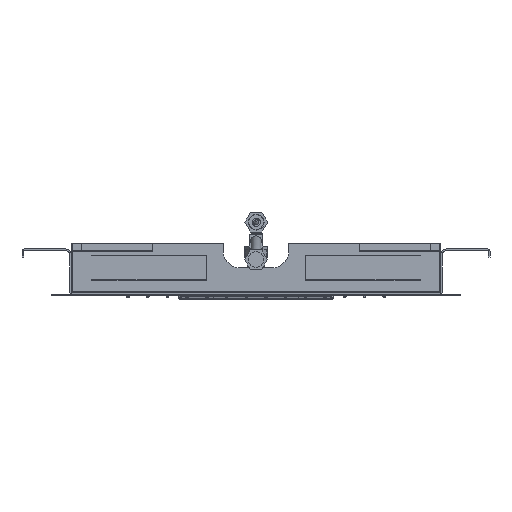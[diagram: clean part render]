
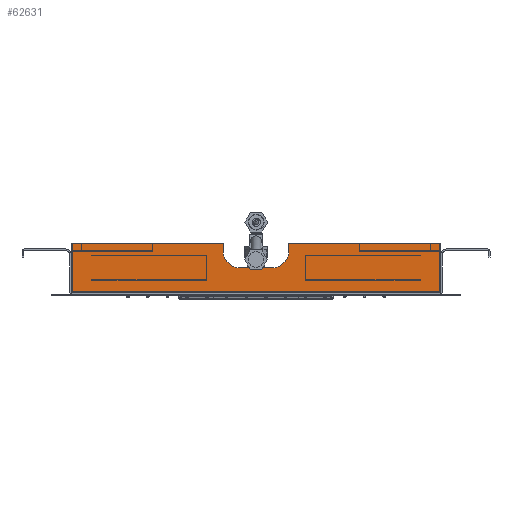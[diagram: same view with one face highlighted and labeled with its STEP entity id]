
A CAD part, front view. The second image highlights one B-rep face of the part: STEP entity #62631.
In plain terms, the highlighted planar face has unit normal (0, -1, 0).
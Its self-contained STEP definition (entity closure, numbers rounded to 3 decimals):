
#8217=LINE('',#188265,#13164);
#8271=LINE('',#188384,#13218);
#8274=LINE('',#188390,#13221);
#8278=LINE('',#188399,#13225);
#8282=LINE('',#188408,#13229);
#8286=LINE('',#188417,#13233);
#8289=LINE('',#188423,#13236);
#8294=LINE('',#188438,#13241);
#8298=LINE('',#188450,#13245);
#8527=LINE('',#188917,#13474);
#8530=LINE('',#188922,#13477);
#8532=LINE('',#188926,#13479);
#8533=LINE('',#188928,#13480);
#8534=LINE('',#188930,#13481);
#8535=LINE('',#188932,#13482);
#8536=LINE('',#188933,#13483);
#8537=LINE('',#188935,#13484);
#8538=LINE('',#188936,#13485);
#8539=LINE('',#188938,#13486);
#8540=LINE('',#188940,#13487);
#8541=LINE('',#188941,#13488);
#8542=LINE('',#188943,#13489);
#8543=LINE('',#188944,#13490);
#8544=LINE('',#188946,#13491);
#13164=VECTOR('',#82065,1000.);
#13218=VECTOR('',#82165,1000.);
#13221=VECTOR('',#82170,1000.);
#13225=VECTOR('',#82176,1000.);
#13229=VECTOR('',#82182,1000.);
#13233=VECTOR('',#82188,1000.);
#13236=VECTOR('',#82193,1000.);
#13241=VECTOR('',#82206,1000.);
#13245=VECTOR('',#82218,1000.);
#13474=VECTOR('',#82611,1000.);
#13477=VECTOR('',#82616,1000.);
#13479=VECTOR('',#82620,1000.);
#13480=VECTOR('',#82623,1000.);
#13481=VECTOR('',#82624,1000.);
#13482=VECTOR('',#82625,1000.);
#13483=VECTOR('',#82626,1000.);
#13484=VECTOR('',#82627,1000.);
#13485=VECTOR('',#82628,1000.);
#13486=VECTOR('',#82629,1000.);
#13487=VECTOR('',#82630,1000.);
#13488=VECTOR('',#82631,1000.);
#13489=VECTOR('',#82632,1000.);
#13490=VECTOR('',#82633,1000.);
#13491=VECTOR('',#82634,1000.);
#14591=PLANE('',#67829);
#31408=ORIENTED_EDGE('',*,*,#40842,.T.);
#31409=ORIENTED_EDGE('',*,*,#40563,.T.);
#31410=ORIENTED_EDGE('',*,*,#40843,.T.);
#31411=ORIENTED_EDGE('',*,*,#40844,.T.);
#31412=ORIENTED_EDGE('',*,*,#40559,.T.);
#31413=ORIENTED_EDGE('',*,*,#40556,.T.);
#31414=ORIENTED_EDGE('',*,*,#40845,.T.);
#31415=ORIENTED_EDGE('',*,*,#40846,.T.);
#31416=ORIENTED_EDGE('',*,*,#40847,.F.);
#31417=ORIENTED_EDGE('',*,*,#40574,.F.);
#31418=ORIENTED_EDGE('',*,*,#40571,.F.);
#31419=ORIENTED_EDGE('',*,*,#40848,.F.);
#31420=ORIENTED_EDGE('',*,*,#40849,.F.);
#31421=ORIENTED_EDGE('',*,*,#40567,.F.);
#31422=ORIENTED_EDGE('',*,*,#40850,.F.);
#31423=ORIENTED_EDGE('',*,*,#40851,.F.);
#31424=ORIENTED_EDGE('',*,*,#40839,.T.);
#31425=ORIENTED_EDGE('',*,*,#40836,.T.);
#31426=ORIENTED_EDGE('',*,*,#40493,.F.);
#31427=ORIENTED_EDGE('',*,*,#40852,.F.);
#31428=ORIENTED_EDGE('',*,*,#40853,.T.);
#31429=ORIENTED_EDGE('',*,*,#40587,.F.);
#31430=ORIENTED_EDGE('',*,*,#40582,.T.);
#31431=ORIENTED_EDGE('',*,*,#40581,.F.);
#31432=ORIENTED_EDGE('',*,*,#40575,.T.);
#31433=ORIENTED_EDGE('',*,*,#40841,.F.);
#40493=EDGE_CURVE('',#47150,#47167,#8217,.T.);
#40556=EDGE_CURVE('',#47206,#47208,#8271,.T.);
#40559=EDGE_CURVE('',#47210,#47206,#8274,.T.);
#40563=EDGE_CURVE('',#47212,#47214,#8278,.T.);
#40567=EDGE_CURVE('',#47218,#47215,#8282,.T.);
#40571=EDGE_CURVE('',#47222,#47219,#8286,.T.);
#40574=EDGE_CURVE('',#47219,#47223,#8289,.T.);
#40575=EDGE_CURVE('',#47225,#47226,#49126,.T.);
#40581=EDGE_CURVE('',#47225,#47230,#8294,.T.);
#40582=EDGE_CURVE('',#47231,#47230,#49128,.T.);
#40587=EDGE_CURVE('',#47231,#47233,#8298,.T.);
#40836=EDGE_CURVE('',#47391,#47167,#8527,.T.);
#40839=EDGE_CURVE('',#47392,#47391,#8530,.T.);
#40841=EDGE_CURVE('',#47392,#47226,#8532,.T.);
#40842=EDGE_CURVE('',#47393,#47212,#8533,.T.);
#40843=EDGE_CURVE('',#47214,#47394,#8534,.T.);
#40844=EDGE_CURVE('',#47394,#47210,#8535,.T.);
#40845=EDGE_CURVE('',#47208,#47395,#8536,.T.);
#40846=EDGE_CURVE('',#47395,#47393,#8537,.T.);
#40847=EDGE_CURVE('',#47223,#47396,#8538,.T.);
#40848=EDGE_CURVE('',#47397,#47222,#8539,.T.);
#40849=EDGE_CURVE('',#47215,#47397,#8540,.T.);
#40850=EDGE_CURVE('',#47398,#47218,#8541,.T.);
#40851=EDGE_CURVE('',#47396,#47398,#8542,.T.);
#40852=EDGE_CURVE('',#47399,#47150,#8543,.T.);
#40853=EDGE_CURVE('',#47399,#47233,#8544,.T.);
#47150=VERTEX_POINT('',#188214);
#47167=VERTEX_POINT('',#188266);
#47206=VERTEX_POINT('',#188379);
#47208=VERTEX_POINT('',#188383);
#47210=VERTEX_POINT('',#188388);
#47212=VERTEX_POINT('',#188394);
#47214=VERTEX_POINT('',#188398);
#47215=VERTEX_POINT('',#188402);
#47218=VERTEX_POINT('',#188407);
#47219=VERTEX_POINT('',#188411);
#47222=VERTEX_POINT('',#188416);
#47223=VERTEX_POINT('',#188420);
#47225=VERTEX_POINT('',#188426);
#47226=VERTEX_POINT('',#188427);
#47230=VERTEX_POINT('',#188436);
#47231=VERTEX_POINT('',#188441);
#47233=VERTEX_POINT('',#188447);
#47391=VERTEX_POINT('',#188918);
#47392=VERTEX_POINT('',#188923);
#47393=VERTEX_POINT('',#188929);
#47394=VERTEX_POINT('',#188931);
#47395=VERTEX_POINT('',#188934);
#47396=VERTEX_POINT('',#188937);
#47397=VERTEX_POINT('',#188939);
#47398=VERTEX_POINT('',#188942);
#47399=VERTEX_POINT('',#188945);
#49126=CIRCLE('',#67738,20.);
#49128=CIRCLE('',#67742,20.);
#53606=EDGE_LOOP('',(#31408,#31409,#31410,#31411,#31412,#31413,#31414,#31415));
#53607=EDGE_LOOP('',(#31416,#31417,#31418,#31419,#31420,#31421,#31422,#31423));
#53608=EDGE_LOOP('',(#31424,#31425,#31426,#31427,#31428,#31429,#31430,#31431,
#31432,#31433));
#58093=FACE_BOUND('',#53606,.T.);
#58094=FACE_BOUND('',#53607,.T.);
#58095=FACE_BOUND('',#53608,.T.);
#62631=ADVANCED_FACE('',(#58093,#58094,#58095),#14591,.T.);
#67738=AXIS2_PLACEMENT_3D('',#188425,#82196,#82197);
#67742=AXIS2_PLACEMENT_3D('',#188440,#82209,#82210);
#67829=AXIS2_PLACEMENT_3D('',#188927,#82621,#82622);
#82065=DIRECTION('',(-1.,0.,0.));
#82165=DIRECTION('',(-1.,0.,0.));
#82170=DIRECTION('',(0.,0.,-1.));
#82176=DIRECTION('',(-1.,0.,0.));
#82182=DIRECTION('',(1.,0.,0.));
#82188=DIRECTION('',(0.,0.,-1.));
#82193=DIRECTION('',(1.,0.,0.));
#82196=DIRECTION('',(0.,1.,0.));
#82197=DIRECTION('',(0.,0.,-1.));
#82206=DIRECTION('',(1.,0.,0.));
#82209=DIRECTION('',(0.,1.,0.));
#82210=DIRECTION('',(1.,0.,0.));
#82218=DIRECTION('',(0.,0.,1.));
#82611=DIRECTION('',(0.,0.,-1.));
#82616=DIRECTION('',(-1.,0.,0.));
#82620=DIRECTION('',(0.,0.,-1.));
#82621=DIRECTION('',(0.,-1.,0.));
#82622=DIRECTION('',(0.,0.,-1.));
#82623=DIRECTION('',(0.,0.,1.));
#82624=DIRECTION('',(0.,0.,1.));
#82625=DIRECTION('',(1.,0.,0.));
#82626=DIRECTION('',(0.,0.,1.));
#82627=DIRECTION('',(1.,0.,0.));
#82628=DIRECTION('',(0.,0.,1.));
#82629=DIRECTION('',(-1.,0.,0.));
#82630=DIRECTION('',(0.,0.,1.));
#82631=DIRECTION('',(0.,0.,1.));
#82632=DIRECTION('',(-1.,0.,0.));
#82633=DIRECTION('',(0.,0.,-1.));
#82634=DIRECTION('',(-1.,0.,0.));
#188214=CARTESIAN_POINT('',(225.,-225.,5.));
#188265=CARTESIAN_POINT('',(225.,-225.,5.));
#188266=CARTESIAN_POINT('',(-225.,-225.,5.));
#188379=CARTESIAN_POINT('',(-60.,-225.,19.));
#188383=CARTESIAN_POINT('',(-200.,-225.,19.));
#188384=CARTESIAN_POINT('',(-60.,-225.,19.));
#188388=CARTESIAN_POINT('',(-60.,-225.,49.));
#188390=CARTESIAN_POINT('',(-60.,-225.,49.));
#188394=CARTESIAN_POINT('',(-60.5,-225.,48.5));
#188398=CARTESIAN_POINT('',(-200.,-225.,48.5));
#188399=CARTESIAN_POINT('',(-60.5,-225.,48.5));
#188402=CARTESIAN_POINT('',(200.,-225.,48.5));
#188407=CARTESIAN_POINT('',(60.5,-225.,48.5));
#188408=CARTESIAN_POINT('',(60.5,-225.,48.5));
#188411=CARTESIAN_POINT('',(60.,-225.,19.));
#188416=CARTESIAN_POINT('',(60.,-225.,49.));
#188417=CARTESIAN_POINT('',(60.,-225.,49.));
#188420=CARTESIAN_POINT('',(200.,-225.,19.));
#188423=CARTESIAN_POINT('',(60.,-225.,19.));
#188425=CARTESIAN_POINT('',(-20.,-225.,54.));
#188426=CARTESIAN_POINT('',(-20.,-225.,34.));
#188427=CARTESIAN_POINT('',(-40.,-225.,54.));
#188436=CARTESIAN_POINT('',(20.,-225.,34.));
#188438=CARTESIAN_POINT('',(-20.,-225.,34.));
#188440=CARTESIAN_POINT('',(20.,-225.,54.));
#188441=CARTESIAN_POINT('',(40.,-225.,54.));
#188447=CARTESIAN_POINT('',(40.,-225.,64.));
#188450=CARTESIAN_POINT('',(40.,-225.,54.));
#188917=CARTESIAN_POINT('',(-225.,-225.,64.));
#188918=CARTESIAN_POINT('',(-225.,-225.,64.));
#188922=CARTESIAN_POINT('',(-40.,-225.,64.));
#188923=CARTESIAN_POINT('',(-40.,-225.,64.));
#188926=CARTESIAN_POINT('',(-40.,-225.,64.));
#188927=CARTESIAN_POINT('',(0.,-225.,34.5));
#188928=CARTESIAN_POINT('',(-60.5,-225.,19.5));
#188929=CARTESIAN_POINT('',(-60.5,-225.,19.5));
#188930=CARTESIAN_POINT('',(-200.,-225.,48.5));
#188931=CARTESIAN_POINT('',(-200.,-225.,49.));
#188932=CARTESIAN_POINT('',(-200.,-225.,49.));
#188933=CARTESIAN_POINT('',(-200.,-225.,19.));
#188934=CARTESIAN_POINT('',(-200.,-225.,19.5));
#188935=CARTESIAN_POINT('',(-200.,-225.,19.5));
#188936=CARTESIAN_POINT('',(200.,-225.,19.));
#188937=CARTESIAN_POINT('',(200.,-225.,19.5));
#188938=CARTESIAN_POINT('',(200.,-225.,49.));
#188939=CARTESIAN_POINT('',(200.,-225.,49.));
#188940=CARTESIAN_POINT('',(200.,-225.,48.5));
#188941=CARTESIAN_POINT('',(60.5,-225.,19.5));
#188942=CARTESIAN_POINT('',(60.5,-225.,19.5));
#188943=CARTESIAN_POINT('',(200.,-225.,19.5));
#188944=CARTESIAN_POINT('',(225.,-225.,64.));
#188945=CARTESIAN_POINT('',(225.,-225.,64.));
#188946=CARTESIAN_POINT('',(225.,-225.,64.));
